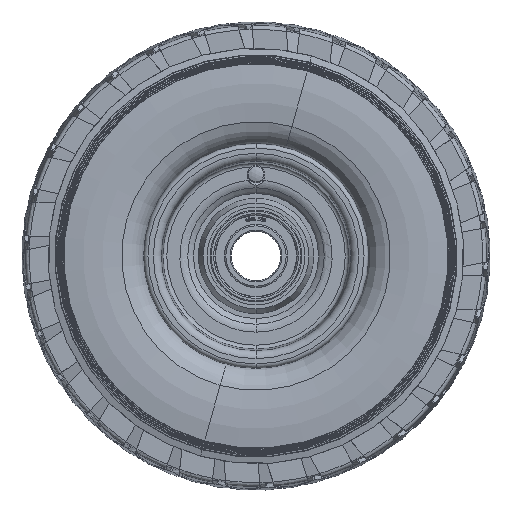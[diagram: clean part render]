
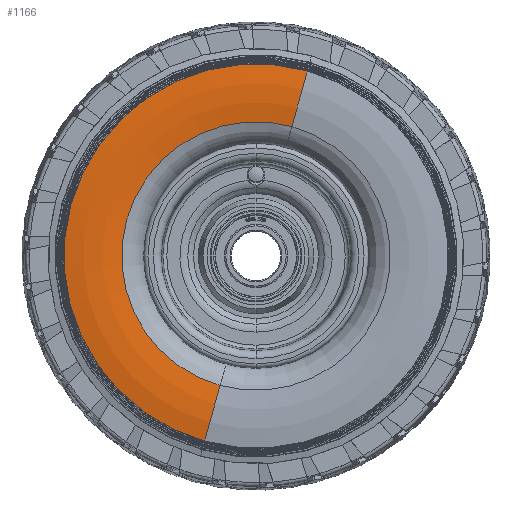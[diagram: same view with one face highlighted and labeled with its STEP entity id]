
A CAD part, front view. The second image highlights one B-rep face of the part: STEP entity #1166.
In plain terms, the highlighted toroidal (fillet/blend) face has major radius 83.822 mm and minor radius 83.477 mm.
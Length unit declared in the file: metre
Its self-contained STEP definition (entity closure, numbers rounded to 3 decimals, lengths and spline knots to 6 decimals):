
#1166=ADVANCED_FACE('1405:44149',(#4189),#4190,.T.);
#4189=FACE_OUTER_BOUND('',#11301,.T.);
#4190=TOROIDAL_SURFACE('',#11302,0.083822,0.083477);
#11301=EDGE_LOOP('',(#22723,#22724,#22725,#22726));
#11302=AXIS2_PLACEMENT_3D('',#22727,#22728,#22729);
#22723=ORIENTED_EDGE('',*,*,#45297,.T.);
#22724=ORIENTED_EDGE('',*,*,#45316,.T.);
#22725=ORIENTED_EDGE('',*,*,#45299,.T.);
#22726=ORIENTED_EDGE('',*,*,#45314,.T.);
#22727=CARTESIAN_POINT('',(0.0,0.045977,0.0));
#22728=DIRECTION('',(0.0,1.0,0.0));
#22729=DIRECTION('',(0.0,0.0,1.0));
#45297=EDGE_CURVE('',#53825,#53612,#53826,.T.);
#45299=EDGE_CURVE('',#53614,#53827,#53829,.T.);
#45314=EDGE_CURVE('1409:176992',#53827,#53825,#53850,.T.);
#45316=EDGE_CURVE('1405:44482',#53612,#53614,#53852,.T.);
#53612=VERTEX_POINT('',#75652);
#53614=VERTEX_POINT('',#75655);
#53825=VERTEX_POINT('',#75917);
#53826=CIRCLE('',#75918,0.083477);
#53827=VERTEX_POINT('',#75919);
#53829=CIRCLE('',#75921,0.083477);
#53850=CIRCLE('',#75944,0.068737);
#53852=CIRCLE('',#75946,0.098239);
#75652=CARTESIAN_POINT('',(0.0,-0.036246,0.098239));
#75655=CARTESIAN_POINT('',(0.,-0.036246,-0.098239));
#75917=CARTESIAN_POINT('',(0.,-0.036124,0.068737));
#75918=AXIS2_PLACEMENT_3D('',#119785,#119786,#119787);
#75919=CARTESIAN_POINT('',(0.,-0.036124,-0.068737));
#75921=AXIS2_PLACEMENT_3D('',#119791,#119792,#119793);
#75944=AXIS2_PLACEMENT_3D('',#119832,#119833,#119834);
#75946=AXIS2_PLACEMENT_3D('',#119838,#119839,#119840);
#119785=CARTESIAN_POINT('',(0.,0.045977,0.083822));
#119786=DIRECTION('',(-1.0,0.0,0.));
#119787=DIRECTION('',(0.,-0.0,1.0));
#119791=CARTESIAN_POINT('',(0.,0.045977,-0.083822));
#119792=DIRECTION('',(-1.0,0.0,0.));
#119793=DIRECTION('',(0.,0.0,-1.0));
#119832=CARTESIAN_POINT('',(0.,-0.036122,0.));
#119833=DIRECTION('',(0.,1.0,0.));
#119834=DIRECTION('',(0.,0.,1.0));
#119838=CARTESIAN_POINT('',(0.0,-0.036246,0.));
#119839=DIRECTION('',(0.0,-1.0,0.));
#119840=DIRECTION('',(0.0,0.,1.0));
